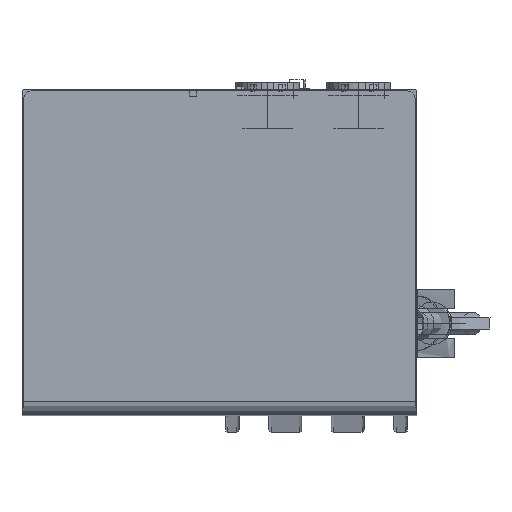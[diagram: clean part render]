
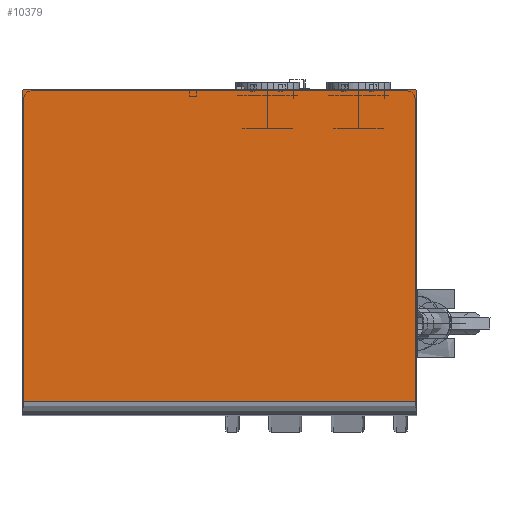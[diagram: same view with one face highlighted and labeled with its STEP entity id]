
A CAD part, top view. The second image highlights one B-rep face of the part: STEP entity #10379.
In plain terms, the highlighted planar face has unit normal (0, 0, 1).
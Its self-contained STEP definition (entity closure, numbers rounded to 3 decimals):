
#24 = CARTESIAN_POINT ( 'NONE',  ( 45.349, 104.13, 3111.984 ) ) ;
#195 = AXIS2_PLACEMENT_3D ( 'NONE', #15841, #14380, #6345 ) ;
#448 = VERTEX_POINT ( 'NONE', #1225 ) ;
#743 = ORIENTED_EDGE ( 'NONE', *, *, #18051, .F. ) ;
#1225 = CARTESIAN_POINT ( 'NONE',  ( -128.151, -31.87, 3111.984 ) ) ;
#1923 = LINE ( 'NONE', #3278, #17586 ) ;
#3278 = CARTESIAN_POINT ( 'NONE',  ( 45.349, -37.87, 3111.984 ) ) ;
#3463 = CARTESIAN_POINT ( 'NONE',  ( 44.349, 105.13, 3111.984 ) ) ;
#3623 = DIRECTION ( 'NONE',  ( 0., 0., -1. ) ) ;
#3906 = VERTEX_POINT ( 'NONE', #12251 ) ;
#4049 = DIRECTION ( 'NONE',  ( 0., 1., 0. ) ) ;
#4288 = ORIENTED_EDGE ( 'NONE', *, *, #10450, .T. ) ;
#5021 = CARTESIAN_POINT ( 'NONE',  ( 45.349, 105.13, 3111.984 ) ) ;
#5254 = EDGE_CURVE ( 'NONE', #448, #3906, #20566, .T. ) ;
#5390 = CARTESIAN_POINT ( 'NONE',  ( -127.151, 105.13, 3111.984 ) ) ;
#5835 = LINE ( 'NONE', #18710, #9368 ) ;
#6097 = EDGE_CURVE ( 'NONE', #448, #7140, #5835, .T. ) ;
#6196 = ORIENTED_EDGE ( 'NONE', *, *, #5254, .F. ) ;
#6345 = DIRECTION ( 'NONE',  ( 0., 1., 0. ) ) ;
#6792 = EDGE_CURVE ( 'NONE', #13761, #8110, #13146, .T. ) ;
#6975 = CARTESIAN_POINT ( 'NONE',  ( 45.349, -31.87, 3111.984 ) ) ;
#7014 = ORIENTED_EDGE ( 'NONE', *, *, #10642, .T. ) ;
#7140 = VERTEX_POINT ( 'NONE', #6975 ) ;
#7408 = DIRECTION ( 'NONE',  ( 0., 0., 1. ) ) ;
#7770 = DIRECTION ( 'NONE',  ( 0., 1., 0. ) ) ;
#7869 = CARTESIAN_POINT ( 'NONE',  ( -128.151, -37.87, 3111.984 ) ) ;
#7894 = ORIENTED_EDGE ( 'NONE', *, *, #6792, .F. ) ;
#8110 = VERTEX_POINT ( 'NONE', #3463 ) ;
#8396 = VECTOR ( 'NONE', #11488, 1000. ) ;
#8489 = DIRECTION ( 'NONE',  ( 0., 1., 0. ) ) ;
#9368 = VECTOR ( 'NONE', #15129, 1000. ) ;
#9786 = CARTESIAN_POINT ( 'NONE',  ( -41.401, 33.63, 3111.984 ) ) ;
#10379 = ADVANCED_FACE ( 'NONE', ( #11376 ), #16491, .F. ) ;
#10410 = CARTESIAN_POINT ( 'NONE',  ( -127.151, 104.13, 3111.984 ) ) ;
#10450 = EDGE_CURVE ( 'NONE', #13761, #3906, #13678, .T. ) ;
#10642 = EDGE_CURVE ( 'NONE', #14605, #8110, #13339, .T. ) ;
#11376 = FACE_OUTER_BOUND ( 'NONE', #14265, .T. ) ;
#11488 = DIRECTION ( 'NONE',  ( 1., 0., 0. ) ) ;
#12251 = CARTESIAN_POINT ( 'NONE',  ( -128.151, 104.13, 3111.984 ) ) ;
#12759 = VECTOR ( 'NONE', #7770, 1000. ) ;
#13146 = LINE ( 'NONE', #5021, #8396 ) ;
#13339 = CIRCLE ( 'NONE', #195, 1. ) ;
#13678 = CIRCLE ( 'NONE', #16669, 1. ) ;
#13761 = VERTEX_POINT ( 'NONE', #5390 ) ;
#14004 = AXIS2_PLACEMENT_3D ( 'NONE', #9786, #3623, #8489 ) ;
#14265 = EDGE_LOOP ( 'NONE', ( #7894, #4288, #6196, #16580, #743, #7014 ) ) ;
#14380 = DIRECTION ( 'NONE',  ( 0., 0., 1. ) ) ;
#14383 = DIRECTION ( 'NONE',  ( 0., -1., 0. ) ) ;
#14605 = VERTEX_POINT ( 'NONE', #24 ) ;
#15129 = DIRECTION ( 'NONE',  ( 1., 0., 0. ) ) ;
#15841 = CARTESIAN_POINT ( 'NONE',  ( 44.349, 104.13, 3111.984 ) ) ;
#16491 = PLANE ( 'NONE',  #14004 ) ;
#16580 = ORIENTED_EDGE ( 'NONE', *, *, #6097, .T. ) ;
#16669 = AXIS2_PLACEMENT_3D ( 'NONE', #10410, #7408, #4049 ) ;
#17586 = VECTOR ( 'NONE', #14383, 1000. ) ;
#18051 = EDGE_CURVE ( 'NONE', #14605, #7140, #1923, .T. ) ;
#18710 = CARTESIAN_POINT ( 'NONE',  ( -41.401, -31.87, 3111.984 ) ) ;
#20566 = LINE ( 'NONE', #7869, #12759 ) ;
